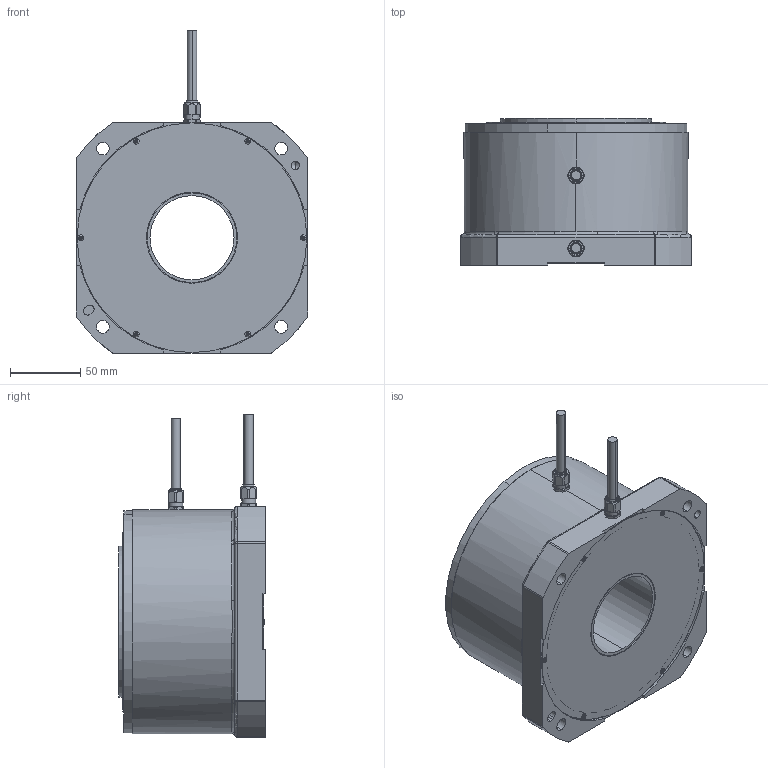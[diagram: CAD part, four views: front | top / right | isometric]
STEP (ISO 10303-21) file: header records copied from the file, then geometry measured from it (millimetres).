
FILE_DESCRIPTION (( 'STEP AP214' ), '1' );
FILE_NAME ('DD160-105-FSP（ABS）.STEP', '2015-05-13T05:21:15', ( '' ), ( '' ), 'SwSTEP 2.0', 'SolidWorks 2011', '' );
FILE_SCHEMA (( 'AUTOMOTIVE_DESIGN' ));
Length unit declared in the file: millimetre
Products named in the file (1): DD160-105-FSP（ABS）
Bounding box: 165 x 104.8 x 230.3 mm (x, y, z)
Volume: 427719 mm3; surface area: 243119.9 mm2
Topology: 38 solids, 38 shells, 1030 faces, 2500 edges, 1564 vertices
Faces by surface type: plane 368, cylinder 362, cone 158, torus 78, bspline 56, sphere 8
Entity records: 44682 total; most frequent: CARTESIAN_POINT 9645, DIRECTION 4887, ORIENTED_EDGE 4832, EDGE_CURVE 2416, AXIS2_PLACEMENT_3D 1970, VERTEX_POINT 1564, EDGE_LOOP 1228, UNCERTAINTY_MEASURE_WITH_UNIT 1038
